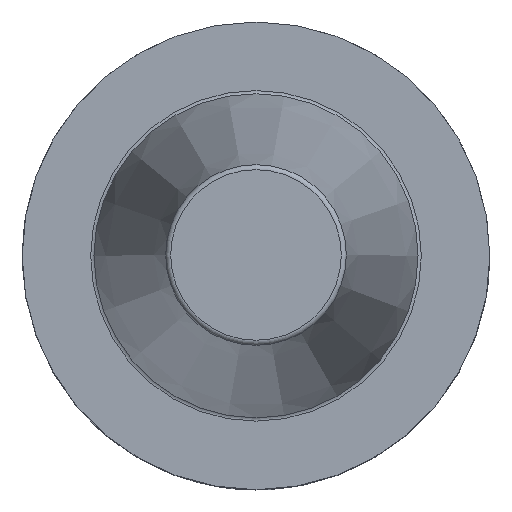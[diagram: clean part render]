
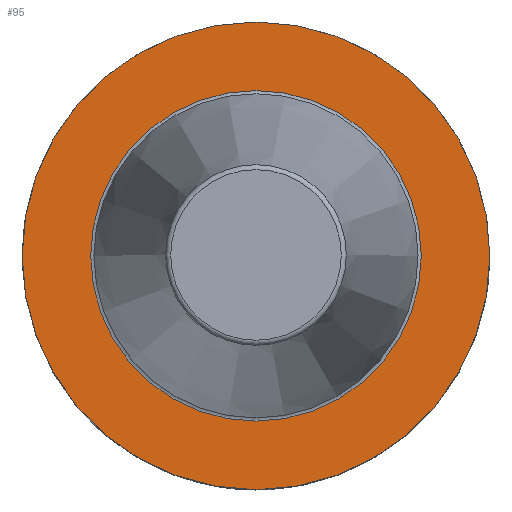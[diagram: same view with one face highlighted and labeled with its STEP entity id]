
A CAD part, top view. The second image highlights one B-rep face of the part: STEP entity #95.
In plain terms, the highlighted planar face has unit normal (0, 0, 1).
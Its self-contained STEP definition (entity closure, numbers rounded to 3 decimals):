
#71=FACE_BOUND('',#132,.T.);
#72=FACE_BOUND('',#133,.T.);
#95=ADVANCED_FACE('',(#71,#72),#105,.F.);
#105=PLANE('',#259);
#132=EDGE_LOOP('',(#168));
#133=EDGE_LOOP('',(#169));
#168=ORIENTED_EDGE('',*,*,#211,.F.);
#169=ORIENTED_EDGE('',*,*,#210,.T.);
#192=VERTEX_POINT('',#397);
#193=VERTEX_POINT('',#400);
#210=EDGE_CURVE('',#192,#192,#227,.T.);
#211=EDGE_CURVE('',#193,#193,#228,.T.);
#227=CIRCLE('',#256,22.99);
#228=CIRCLE('',#258,16.25);
#256=AXIS2_PLACEMENT_3D('',#396,#315,#316);
#258=AXIS2_PLACEMENT_3D('',#399,#319,#320);
#259=AXIS2_PLACEMENT_3D('',#401,#321,#322);
#315=DIRECTION('',(0.0,0.0,1.0));
#316=DIRECTION('',(1.0,0.0,0.0));
#319=DIRECTION('',(0.0,0.0,1.0));
#320=DIRECTION('',(1.0,0.0,0.0));
#321=DIRECTION('',(0.0,0.0,-1.0));
#322=DIRECTION('',(-1.0,0.0,0.0));
#396=CARTESIAN_POINT('',(0.0,0.0,-2.0));
#397=CARTESIAN_POINT('',(22.99,0.0,-2.0));
#399=CARTESIAN_POINT('',(0.0,0.0,-2.0));
#400=CARTESIAN_POINT('',(16.25,0.0,-2.0));
#401=CARTESIAN_POINT('',(0.0,22.99,-2.0));
